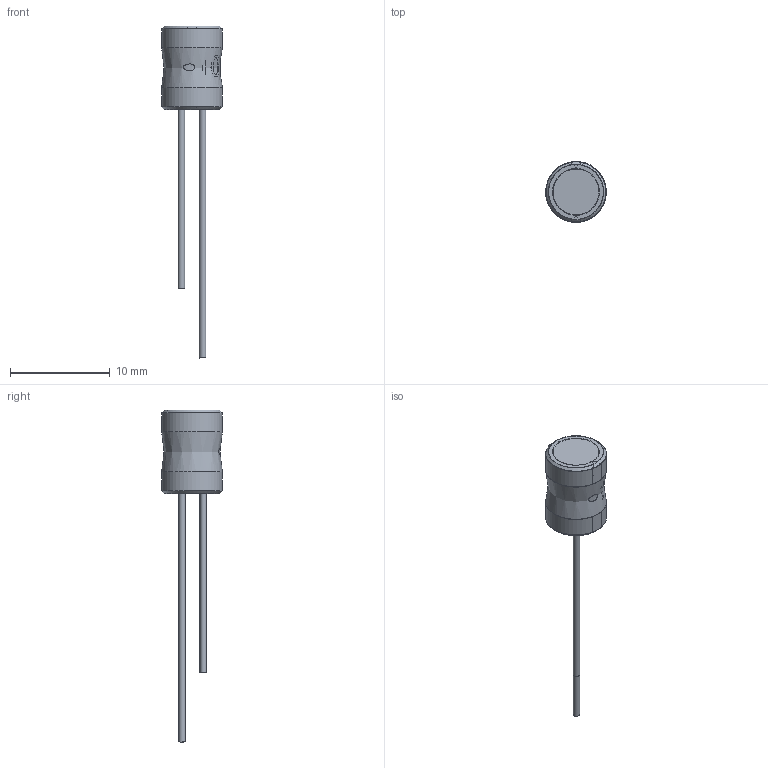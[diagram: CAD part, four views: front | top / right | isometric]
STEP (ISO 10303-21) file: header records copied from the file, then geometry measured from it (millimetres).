
FILE_DESCRIPTION( ('This file contains a STEP AP42 implementation' ,'as created by ZW3D STEP Interface translator.') ,'2;1' );
FILE_NAME( 'RB0712-L.stp' ,'14 925.154547', (''), ('ZWCAD Software Co.'), 'Version 1.0', 'ZW3D to STEP translator', '' );
FILE_SCHEMA( ('CONFIG_CONTROL_DESIGN') );
Length unit declared in the file: millimetre
Products named in the file (1): 0
Bounding box: 6.1 x 6.1 x 33.34 mm (x, y, z)
Volume: 155.8 mm3; surface area: 680.4 mm2
Topology: 8 solids, 8 shells, 114 faces, 262 edges, 170 vertices
Faces by surface type: bspline 114
Entity records: 4095 total; most frequent: CARTESIAN_POINT 2523, ORIENTED_EDGE 524, EDGE_CURVE 262, VERTEX_POINT 170, B_SPLINE_CURVE_WITH_KNOTS 162, EDGE_LOOP 124, FACE_OUTER_BOUND 114, ADVANCED_FACE 114
